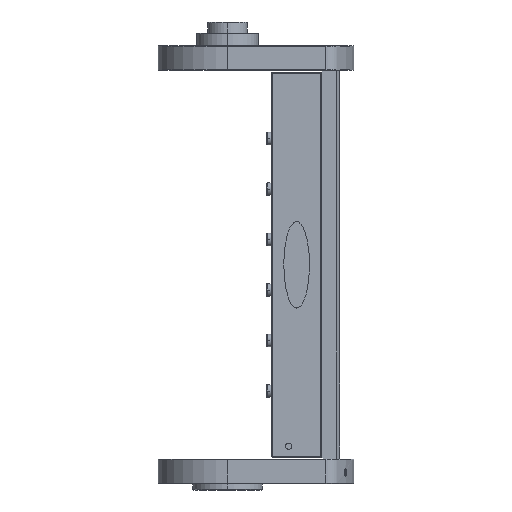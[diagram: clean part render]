
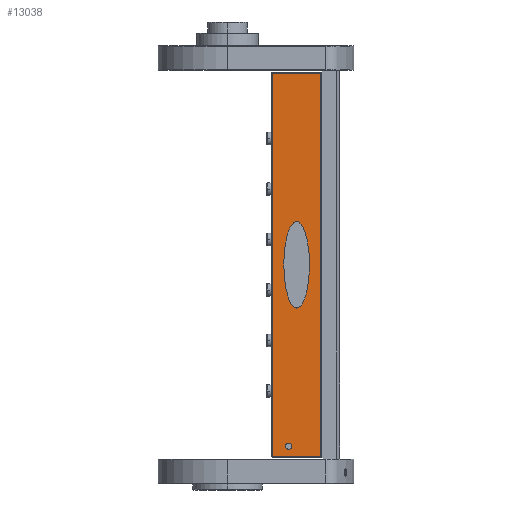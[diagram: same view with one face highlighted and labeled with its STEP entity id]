
A CAD part, left-side view. The second image highlights one B-rep face of the part: STEP entity #13038.
In plain terms, the highlighted face is planar.
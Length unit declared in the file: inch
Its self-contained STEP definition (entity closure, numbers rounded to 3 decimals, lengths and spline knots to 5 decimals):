
#242 = ORIENTED_EDGE ( 'NONE', *, *, #22900, .F. ) ;
#930 = VERTEX_POINT ( 'NONE', #29384 ) ;
#1142 = CARTESIAN_POINT ( 'NONE',  ( -7.595, -1.97, -2.25 ) ) ;
#1234 = EDGE_LOOP ( 'NONE', ( #21972, #22707, #2511, #31543 ) ) ;
#1288 = ORIENTED_EDGE ( 'NONE', *, *, #29986, .F. ) ;
#1449 = CARTESIAN_POINT ( 'NONE',  ( 7.1875, -0.67, -2.25 ) ) ;
#1457 = CARTESIAN_POINT ( 'NONE',  ( -1.71, -2.005, -2.25 ) ) ;
#1491 = CARTESIAN_POINT ( 'NONE',  ( -1.71, 0.035, -2.25 ) ) ;
#2511 = ORIENTED_EDGE ( 'NONE', *, *, #28629, .T. ) ;
#4085 = VERTEX_POINT ( 'NONE', #12270 ) ;
#4307 = VERTEX_POINT ( 'NONE', #14200 ) ;
#4544 = CARTESIAN_POINT ( 'NONE',  ( 7.595, -1.97, -2.25 ) ) ;
#4615 = DIRECTION ( 'NONE',  ( 0., 0., -1. ) ) ;
#5001 = CARTESIAN_POINT ( 'NONE',  ( -1.71, -0.985, -2.25 ) ) ;
#5175 = VECTOR ( 'NONE', #13399, 39.37008 ) ;
#5989 = LINE ( 'NONE', #4544, #16555 ) ;
#6516 = FACE_OUTER_BOUND ( 'NONE', #1234, .T. ) ;
#6679 = CARTESIAN_POINT ( 'NONE',  ( 1.71, -0.985, -2.25 ) ) ;
#6826 = CARTESIAN_POINT ( 'NONE',  ( -7.625, -1.95, -2.25 ) ) ;
#7194 = DIRECTION ( 'NONE',  ( -1., 0., 0. ) ) ;
#7280 = DIRECTION ( 'NONE',  ( -1., 0., 0. ) ) ;
#7573 = CARTESIAN_POINT ( 'NONE',  ( 1.71, 0.035, -2.25 ) ) ;
#9183 = EDGE_LOOP ( 'NONE', ( #15373, #242 ) ) ;
#9271 =( BOUNDED_CURVE ( )  B_SPLINE_CURVE ( 3, ( #5001, #1491, #7573, #6679 ),
 .UNSPECIFIED., .F., .F. ) 
 B_SPLINE_CURVE_WITH_KNOTS ( ( 4, 4 ),
 ( 0., 3.14159 ),
 .UNSPECIFIED. ) 
 CURVE ( )  GEOMETRIC_REPRESENTATION_ITEM ( )  RATIONAL_B_SPLINE_CURVE ( ( 1., 0.333, 0.333, 1. ) ) 
 REPRESENTATION_ITEM ( '' )  );
#10601 = CARTESIAN_POINT ( 'NONE',  ( -1.71, -0.985, -2.25 ) ) ;
#11695 = VECTOR ( 'NONE', #14004, 39.37008 ) ;
#12270 = CARTESIAN_POINT ( 'NONE',  ( -1.71, -0.985, -2.25 ) ) ;
#12342 = DIRECTION ( 'NONE',  ( -1., 0., 0. ) ) ;
#12550 = PLANE ( 'NONE',  #29544 ) ;
#12770 = CARTESIAN_POINT ( 'NONE',  ( 7.595, -0.02, -2.25 ) ) ;
#13038 = ADVANCED_FACE ( 'NONE', ( #17837, #29020, #6516 ), #12550, .T. ) ;
#13164 = AXIS2_PLACEMENT_3D ( 'NONE', #33118, #4615, #7194 ) ;
#13399 = DIRECTION ( 'NONE',  ( 1., 0., 0. ) ) ;
#14004 = DIRECTION ( 'NONE',  ( 0., 1., 0. ) ) ;
#14200 = CARTESIAN_POINT ( 'NONE',  ( 7.595, -1.95, -2.25 ) ) ;
#14723 = CARTESIAN_POINT ( 'NONE',  ( 1.71, -0.985, -2.25 ) ) ;
#14743 = CARTESIAN_POINT ( 'NONE',  ( -7.595, -0.02, -2.25 ) ) ;
#14926 = CARTESIAN_POINT ( 'NONE',  ( 7.595, -0.02, -2.25 ) ) ;
#15373 = ORIENTED_EDGE ( 'NONE', *, *, #29451, .F. ) ;
#15789 = AXIS2_PLACEMENT_3D ( 'NONE', #1449, #20733, #24493 ) ;
#16555 = VECTOR ( 'NONE', #17470, 39.37008 ) ;
#17470 = DIRECTION ( 'NONE',  ( 0., -1., 0. ) ) ;
#17660 = CARTESIAN_POINT ( 'NONE',  ( 1.71, -0.985, -2.25 ) ) ;
#17837 = FACE_BOUND ( 'NONE', #26379, .T. ) ;
#18253 = CARTESIAN_POINT ( 'NONE',  ( -7.595, -1.95, -2.25 ) ) ;
#18420 = EDGE_CURVE ( 'NONE', #930, #20436, #30044, .T. ) ;
#19433 = VERTEX_POINT ( 'NONE', #14723 ) ;
#19894 = LINE ( 'NONE', #6826, #31073 ) ;
#20156 = CIRCLE ( 'NONE', #13164, 0.125 ) ;
#20196 = EDGE_CURVE ( 'NONE', #23683, #33179, #27263, .T. ) ;
#20436 = VERTEX_POINT ( 'NONE', #27512 ) ;
#20520 = VERTEX_POINT ( 'NONE', #18253 ) ;
#20733 = DIRECTION ( 'NONE',  ( 0., 0., -1. ) ) ;
#21972 = ORIENTED_EDGE ( 'NONE', *, *, #29473, .T. ) ;
#22707 = ORIENTED_EDGE ( 'NONE', *, *, #27893, .T. ) ;
#22900 = EDGE_CURVE ( 'NONE', #19433, #4085, #28183, .T. ) ;
#23445 = LINE ( 'NONE', #1142, #11695 ) ;
#23683 = VERTEX_POINT ( 'NONE', #14743 ) ;
#24411 = ORIENTED_EDGE ( 'NONE', *, *, #18420, .F. ) ;
#24493 = DIRECTION ( 'NONE',  ( -1., 0., 0. ) ) ;
#24779 = CARTESIAN_POINT ( 'NONE',  ( -7.625, -1.97, -2.25 ) ) ;
#26379 = EDGE_LOOP ( 'NONE', ( #1288, #24411 ) ) ;
#27263 = LINE ( 'NONE', #12770, #5175 ) ;
#27512 = CARTESIAN_POINT ( 'NONE',  ( 7.0625, -0.67, -2.25 ) ) ;
#27893 = EDGE_CURVE ( 'NONE', #4307, #20520, #19894, .T. ) ;
#28031 = CARTESIAN_POINT ( 'NONE',  ( 1.71, -2.005, -2.25 ) ) ;
#28183 =( BOUNDED_CURVE ( )  B_SPLINE_CURVE ( 3, ( #17660, #28031, #1457, #10601 ),
 .UNSPECIFIED., .F., .F. ) 
 B_SPLINE_CURVE_WITH_KNOTS ( ( 4, 4 ),
 ( 3.14159, 6.28319 ),
 .UNSPECIFIED. ) 
 CURVE ( )  GEOMETRIC_REPRESENTATION_ITEM ( )  RATIONAL_B_SPLINE_CURVE ( ( 1., 0.333, 0.333, 1. ) ) 
 REPRESENTATION_ITEM ( '' )  );
#28629 = EDGE_CURVE ( 'NONE', #20520, #23683, #23445, .T. ) ;
#29020 = FACE_BOUND ( 'NONE', #9183, .T. ) ;
#29384 = CARTESIAN_POINT ( 'NONE',  ( 7.3125, -0.67, -2.25 ) ) ;
#29451 = EDGE_CURVE ( 'NONE', #4085, #19433, #9271, .T. ) ;
#29473 = EDGE_CURVE ( 'NONE', #33179, #4307, #5989, .T. ) ;
#29544 = AXIS2_PLACEMENT_3D ( 'NONE', #24779, #32174, #12342 ) ;
#29986 = EDGE_CURVE ( 'NONE', #20436, #930, #20156, .T. ) ;
#30044 = CIRCLE ( 'NONE', #15789, 0.125 ) ;
#31073 = VECTOR ( 'NONE', #7280, 39.37008 ) ;
#31543 = ORIENTED_EDGE ( 'NONE', *, *, #20196, .T. ) ;
#32174 = DIRECTION ( 'NONE',  ( 0., 0., -1. ) ) ;
#33118 = CARTESIAN_POINT ( 'NONE',  ( 7.1875, -0.67, -2.25 ) ) ;
#33179 = VERTEX_POINT ( 'NONE', #14926 ) ;
